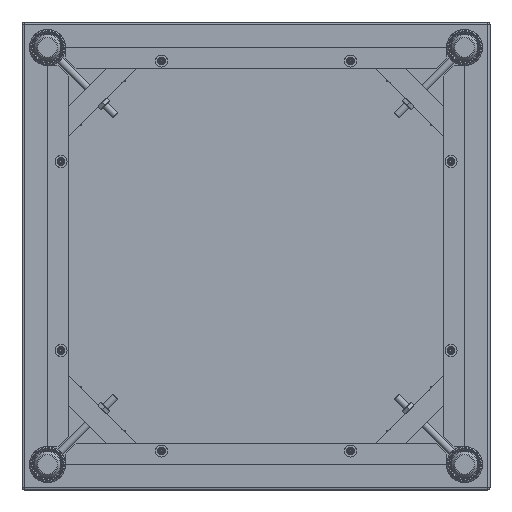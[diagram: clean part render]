
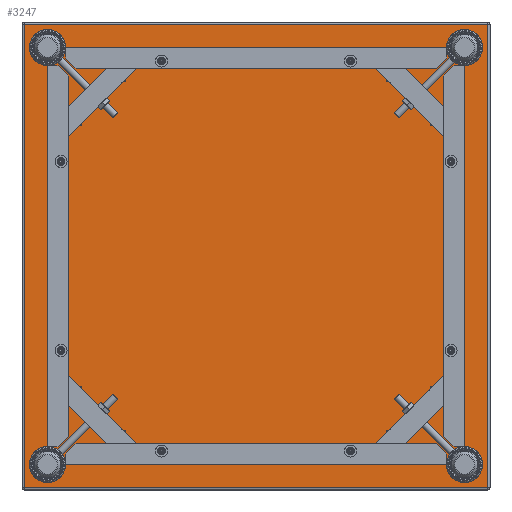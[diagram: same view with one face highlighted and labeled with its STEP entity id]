
A CAD part, front view. The second image highlights one B-rep face of the part: STEP entity #3247.
In plain terms, the highlighted face is planar.
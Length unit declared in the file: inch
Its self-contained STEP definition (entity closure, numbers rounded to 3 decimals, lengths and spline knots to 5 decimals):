
#581=PLANE('',#3509);
#694=LINE('',#5092,#832);
#696=LINE('',#5095,#834);
#700=LINE('',#5101,#838);
#702=LINE('',#5104,#840);
#832=VECTOR('',#4027,19.3125);
#834=VECTOR('',#4031,19.3125);
#838=VECTOR('',#4039,19.3125);
#840=VECTOR('',#4043,19.3125);
#1046=FACE_OUTER_BOUND('',#1270,.T.);
#1270=EDGE_LOOP('',(#2501,#2502,#2503,#2504));
#1732=VERTEX_POINT('',#5016);
#1738=VERTEX_POINT('',#5033);
#1741=VERTEX_POINT('',#5040);
#1750=VERTEX_POINT('',#5070);
#2045=EDGE_CURVE('',#1741,#1750,#694,.T.);
#2047=EDGE_CURVE('',#1750,#1738,#696,.T.);
#2051=EDGE_CURVE('',#1732,#1741,#700,.T.);
#2053=EDGE_CURVE('',#1738,#1732,#702,.T.);
#2501=ORIENTED_EDGE('',*,*,#2045,.F.);
#2502=ORIENTED_EDGE('',*,*,#2051,.F.);
#2503=ORIENTED_EDGE('',*,*,#2053,.F.);
#2504=ORIENTED_EDGE('',*,*,#2047,.F.);
#3247=ADVANCED_FACE('',(#1046),#581,.T.);
#3509=AXIS2_PLACEMENT_3D('',#5111,#4055,#4056);
#4027=DIRECTION('',(0.,1.,0.));
#4031=DIRECTION('',(-1.,0.,0.));
#4039=DIRECTION('',(1.,0.,0.));
#4043=DIRECTION('',(0.,-1.,0.));
#4055=DIRECTION('center_axis',(0.,0.,-1.));
#4056=DIRECTION('ref_axis',(-1.,0.,0.));
#5016=CARTESIAN_POINT('',(-9.65625,-9.65625,-0.5));
#5033=CARTESIAN_POINT('',(-9.65625,9.65625,-0.5));
#5040=CARTESIAN_POINT('',(9.65625,-9.65625,-0.5));
#5070=CARTESIAN_POINT('',(9.65625,9.65625,-0.5));
#5092=CARTESIAN_POINT('',(9.65625,-4.875,-0.5));
#5095=CARTESIAN_POINT('',(4.875,9.65625,-0.5));
#5101=CARTESIAN_POINT('',(-4.875,-9.65625,-0.5));
#5104=CARTESIAN_POINT('',(-9.65625,4.875,-0.5));
#5111=CARTESIAN_POINT('Origin',(0.,0.,-0.5));
